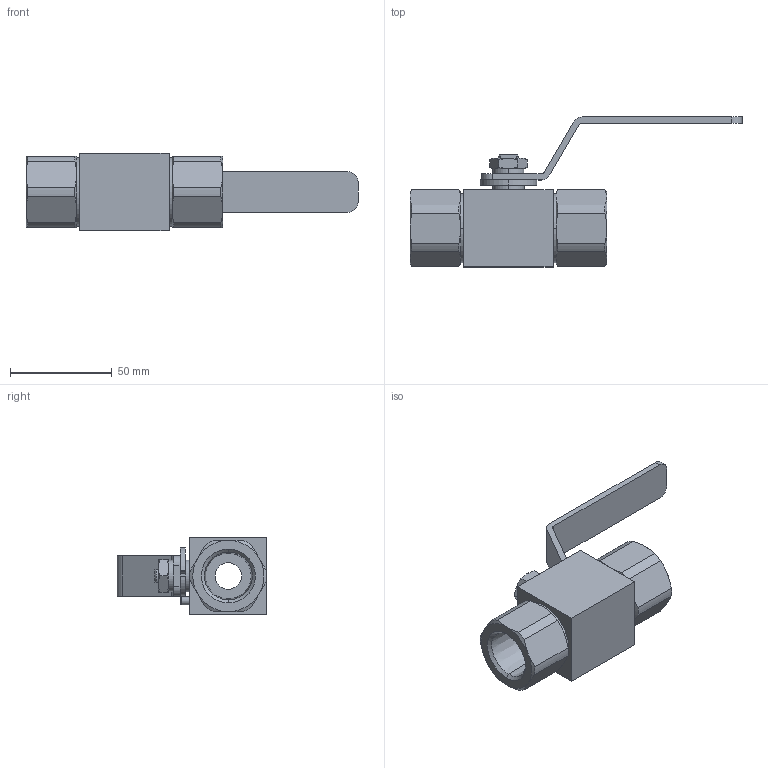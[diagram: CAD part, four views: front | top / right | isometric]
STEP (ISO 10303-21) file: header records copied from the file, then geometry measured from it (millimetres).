
FILE_DESCRIPTION(('FreeCAD Model'),'2;1');
FILE_NAME('Open CASCADE Shape Model','2025-11-13T16:13:36',('Author'),( ''),'Open CASCADE STEP processor 7.8','FreeCAD','Unknown');
FILE_SCHEMA(('AUTOMOTIVE_DESIGN { 1 0 10303 214 1 1 1 1 }'));
Length unit declared in the file: millimetre
Products named in the file (1): BVN4-2C-F-12N-PK-LM-S
Bounding box: 163.4 x 73.8 x 38 mm (x, y, z)
Volume: 105636.9 mm3; surface area: 30279.5 mm2
Topology: 2 solids, 2 shells, 269 faces, 1995 edges, 5736 vertices
Faces by surface type: cylinder 117, plane 70, cone 50, torus 16, bspline 12, sphere 4
Entity records: 32717 total; most frequent: CARTESIAN_POINT 16788, DIRECTION 2631, GEOMETRIC_CURVE_SET 1331, ORIENTED_EDGE 1330, TRIMMED_CURVE 1330, AXIS2_PLACEMENT_3D 969, CIRCLE 711, LINE 693
